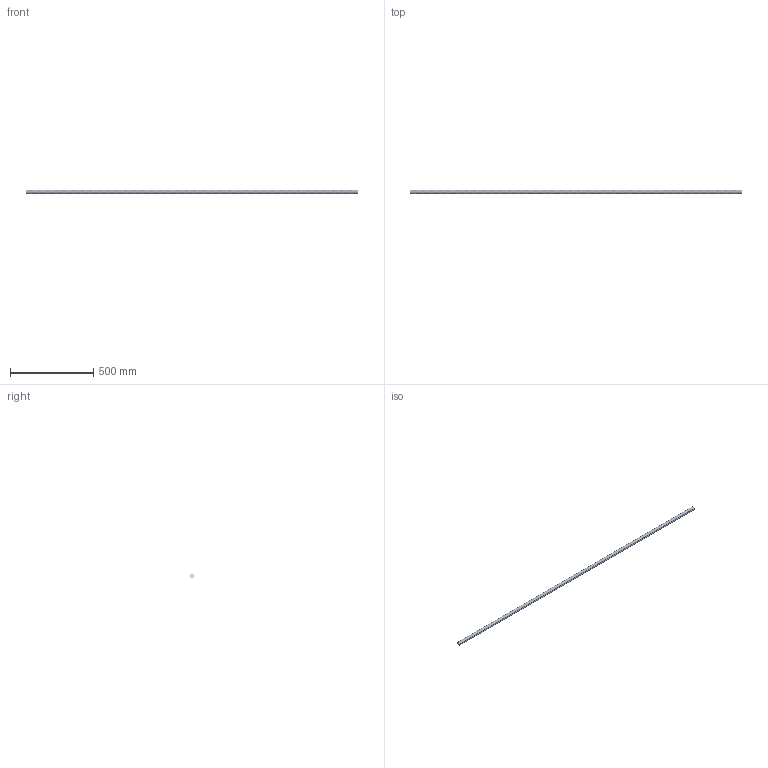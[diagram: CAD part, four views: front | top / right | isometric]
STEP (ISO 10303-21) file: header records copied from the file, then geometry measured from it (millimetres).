
FILE_DESCRIPTION (( 'STEP AP214' ), '1' );
FILE_NAME ('CTG20-25-K04-050 Òðóáà ãîôð. ÏÍÄ d25 ñ çîíäîì îðàíæåâàÿ (50 ì) IEK.STEP', '2017-11-17T06:22:47', ( '' ), ( '' ), 'SwSTEP 2.0', 'SolidWorks 2014', '' );
FILE_SCHEMA (( 'AUTOMOTIVE_DESIGN' ));
Length unit declared in the file: millimetre
Products named in the file (1): CTG20-25-K04-050 Òðóáà ãîôð. ÏÍÄ d25 ñ çîíäîì îðàíæåâàÿ (50 ì) IEK
Bounding box: 2000 x 25 x 25 mm (x, y, z)
Volume: 144013.1 mm3; surface area: 576120 mm2
Topology: 1 solids, 1 shells, 4452 faces, 8904 edges, 5936 vertices
Faces by surface type: cylinder 2968, plane 1484
Entity records: 167734 total; most frequent: DIRECTION 23746, CARTESIAN_POINT 19293, ORIENTED_EDGE 17808, AXIS2_PLACEMENT_3D 10389, EDGE_CURVE 8904, VERTEX_POINT 5936, EDGE_LOOP 5936, CIRCLE 5936
